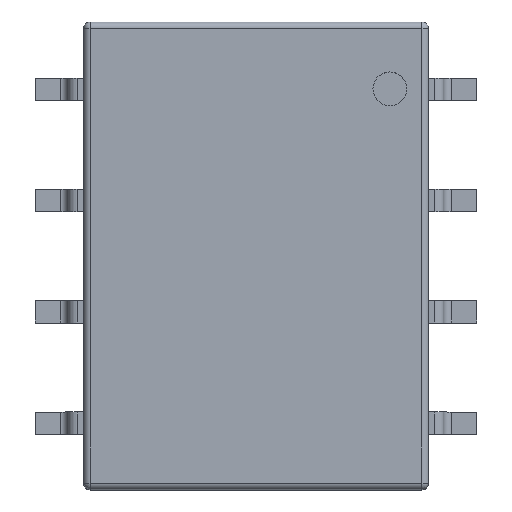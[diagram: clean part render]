
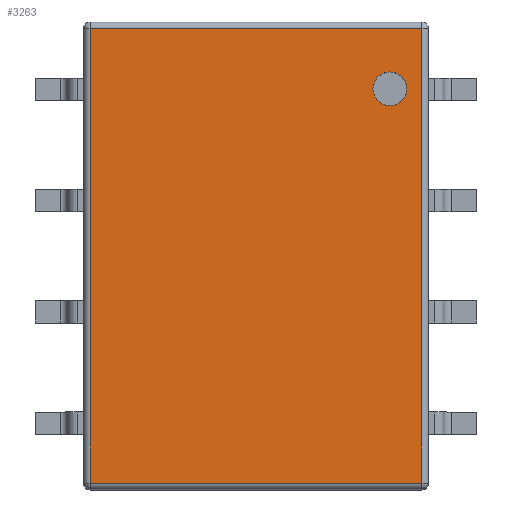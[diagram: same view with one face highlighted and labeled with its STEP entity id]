
A CAD part, top view. The second image highlights one B-rep face of the part: STEP entity #3263.
In plain terms, the highlighted planar face has unit normal (0, 0, 1).
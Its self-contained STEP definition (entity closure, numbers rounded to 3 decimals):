
#122=CIRCLE('',#3449,0.384);
#620=ORIENTED_EDGE('',*,*,#1080,.T.);
#621=ORIENTED_EDGE('',*,*,#1081,.T.);
#622=ORIENTED_EDGE('',*,*,#1082,.T.);
#623=ORIENTED_EDGE('',*,*,#1083,.T.);
#624=ORIENTED_EDGE('',*,*,#1084,.T.);
#1080=EDGE_CURVE('',#1346,#1346,#122,.T.);
#1081=EDGE_CURVE('',#1347,#1348,#1588,.T.);
#1082=EDGE_CURVE('',#1348,#1349,#1589,.T.);
#1083=EDGE_CURVE('',#1349,#1350,#1590,.T.);
#1084=EDGE_CURVE('',#1350,#1347,#1591,.T.);
#1346=VERTEX_POINT('',#4727);
#1347=VERTEX_POINT('',#4729);
#1348=VERTEX_POINT('',#4730);
#1349=VERTEX_POINT('',#4732);
#1350=VERTEX_POINT('',#4734);
#1588=LINE('',#4728,#1836);
#1589=LINE('',#4731,#1837);
#1590=LINE('',#4733,#1838);
#1591=LINE('',#4735,#1839);
#1836=VECTOR('',#3998,1000.);
#1837=VECTOR('',#3999,1000.);
#1838=VECTOR('',#4000,1000.);
#1839=VECTOR('',#4001,1000.);
#1982=EDGE_LOOP('',(#620));
#1983=EDGE_LOOP('',(#621,#622,#623,#624));
#2124=FACE_BOUND('',#1982,.T.);
#2125=FACE_BOUND('',#1983,.T.);
#2234=PLANE('',#3448);
#3263=ADVANCED_FACE('',(#2124,#2125),#2234,.T.);
#3448=AXIS2_PLACEMENT_3D('',#4725,#3994,#3995);
#3449=AXIS2_PLACEMENT_3D('',#4726,#3996,#3997);
#3994=DIRECTION('',(0.,0.,1.));
#3995=DIRECTION('',(1.,0.,0.));
#3996=DIRECTION('',(0.,0.,-1.));
#3997=DIRECTION('',(1.,0.,0.));
#3998=DIRECTION('',(0.,-1.,0.));
#3999=DIRECTION('',(1.,0.,0.));
#4000=DIRECTION('',(0.,1.,0.));
#4001=DIRECTION('',(-1.,0.,0.));
#4725=CARTESIAN_POINT('',(0.,0.,5.46));
#4726=CARTESIAN_POINT('',(3.054,3.81,5.46));
#4727=CARTESIAN_POINT('',(3.438,3.81,5.46));
#4728=CARTESIAN_POINT('',(-3.785,-5.335,5.46));
#4729=CARTESIAN_POINT('',(-3.785,5.185,5.46));
#4730=CARTESIAN_POINT('',(-3.785,-5.185,5.46));
#4731=CARTESIAN_POINT('',(3.935,-5.185,5.46));
#4732=CARTESIAN_POINT('',(3.785,-5.185,5.46));
#4733=CARTESIAN_POINT('',(3.785,5.335,5.46));
#4734=CARTESIAN_POINT('',(3.785,5.185,5.46));
#4735=CARTESIAN_POINT('',(-3.935,5.185,5.46));
